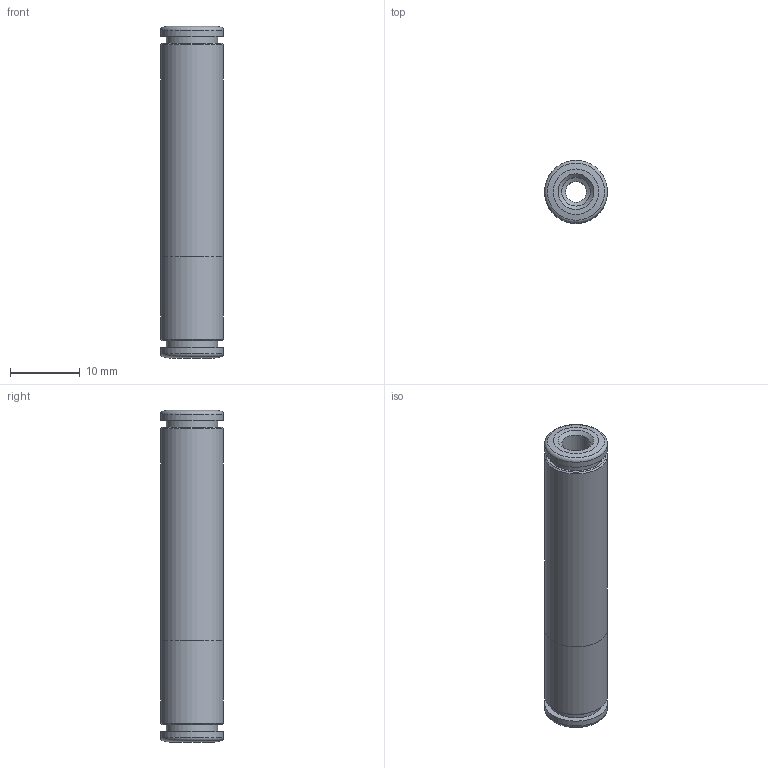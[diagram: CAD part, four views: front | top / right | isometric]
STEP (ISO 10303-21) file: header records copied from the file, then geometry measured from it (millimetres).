
FILE_DESCRIPTION(/* description */ (''),/* implementation_level */ '2;1');
FILE_NAME(/* name */ 'hiqs_40_msv.stp',/* time_stamp */ '2017-11-02T11:25:48+01:00',/* author */ ('Hamoud'),/* organization */ (''),/* preprocessor_version */ 'ST-DEVELOPER v15.6',/* originating_system */ 'Autodesk Inventor LT ',/* authorisation */ '');
FILE_SCHEMA (('AUTOMOTIVE_DESIGN { 1 0 10303 214 3 1 1 }'));
Length unit declared in the file: millimetre
Products named in the file (1): hiqs_40_msv
Bounding box: 9 x 9 x 47.5 mm (x, y, z)
Volume: 1872.9 mm3; surface area: 3152 mm2
Topology: 4 solids, 4 shells, 56 faces, 103 edges, 62 vertices
Faces by surface type: cylinder 21, cone 18, plane 15, torus 2
Full cylindrical faces by diameter (mm): 3 x2, 4.1 x4, 5.2 x1, 6.4 x2, 6.8 x1, 7 x1, 7.3 x2, 7.4 x2, 7.6 x2, 9 x4
Entity records: 1168 total; most frequent: DIRECTION 226, CARTESIAN_POINT 169, AXIS2_PLACEMENT_3D 113, EDGE_LOOP 112, ORIENTED_EDGE 112, FACE_BOUND 56, FACE_OUTER_BOUND 56, CIRCLE 56
